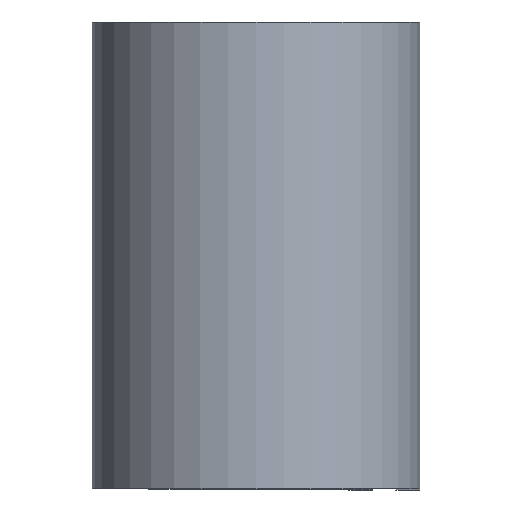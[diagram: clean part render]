
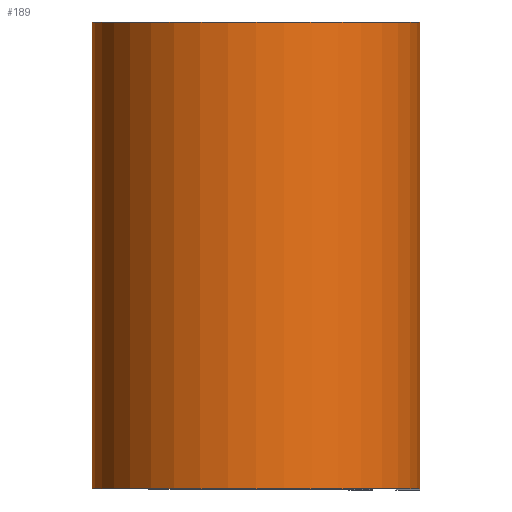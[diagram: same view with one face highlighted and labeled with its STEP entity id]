
A CAD part, top view. The second image highlights one B-rep face of the part: STEP entity #189.
In plain terms, the highlighted cylindrical face has radius 5.575 mm (diameter 11.151 mm), a partial arc.
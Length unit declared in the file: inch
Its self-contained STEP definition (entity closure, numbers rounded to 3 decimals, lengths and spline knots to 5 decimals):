
#29 = EDGE_CURVE ( 'NONE', #721, #588, #81, .T. ) ;
#67 = VECTOR ( 'NONE', #580, 39.37008 ) ;
#72 = FACE_OUTER_BOUND ( 'NONE', #706, .T. ) ;
#81 = LINE ( 'NONE', #589, #67 ) ;
#123 = AXIS2_PLACEMENT_3D ( 'NONE', #352, #569, #361 ) ;
#172 = CARTESIAN_POINT ( 'NONE',  ( 0.2195, 0.3125, 0. ) ) ;
#189 = ADVANCED_FACE ( 'NONE', ( #72 ), #546, .T. ) ;
#231 = AXIS2_PLACEMENT_3D ( 'NONE', #240, #249, #252 ) ;
#239 = ORIENTED_EDGE ( 'NONE', *, *, #609, .T. ) ;
#240 = CARTESIAN_POINT ( 'NONE',  ( 0., -0.3125, 0. ) ) ;
#249 = DIRECTION ( 'NONE',  ( 0., 1., 0. ) ) ;
#252 = DIRECTION ( 'NONE',  ( 1., 0., 0. ) ) ;
#294 = CARTESIAN_POINT ( 'NONE',  ( 0.2195, 0.3125, 0. ) ) ;
#333 = ORIENTED_EDGE ( 'NONE', *, *, #686, .F. ) ;
#342 = DIRECTION ( 'NONE',  ( 0., -1., 0. ) ) ;
#347 = ORIENTED_EDGE ( 'NONE', *, *, #29, .T. ) ;
#352 = CARTESIAN_POINT ( 'NONE',  ( 0., 0.3125, 0. ) ) ;
#359 = AXIS2_PLACEMENT_3D ( 'NONE', #664, #725, #387 ) ;
#361 = DIRECTION ( 'NONE',  ( 1., 0., 0. ) ) ;
#373 = CARTESIAN_POINT ( 'NONE',  ( 0.2195, -0.3125, 0. ) ) ;
#387 = DIRECTION ( 'NONE',  ( 0., 0., -1. ) ) ;
#422 = CIRCLE ( 'NONE', #231, 0.2195 ) ;
#429 = LINE ( 'NONE', #172, #432 ) ;
#432 = VECTOR ( 'NONE', #342, 39.37008 ) ;
#464 = CARTESIAN_POINT ( 'NONE',  ( 0., 0.3125, -0.2195 ) ) ;
#510 = CIRCLE ( 'NONE', #123, 0.2195 ) ;
#546 = CYLINDRICAL_SURFACE ( 'NONE', #359, 0.2195 ) ;
#558 = ORIENTED_EDGE ( 'NONE', *, *, #599, .F. ) ;
#559 = VERTEX_POINT ( 'NONE', #294 ) ;
#569 = DIRECTION ( 'NONE',  ( 0., 1., 0. ) ) ;
#580 = DIRECTION ( 'NONE',  ( 0., -1., 0. ) ) ;
#581 = VERTEX_POINT ( 'NONE', #373 ) ;
#588 = VERTEX_POINT ( 'NONE', #682 ) ;
#589 = CARTESIAN_POINT ( 'NONE',  ( 0., 0.3125, -0.2195 ) ) ;
#599 = EDGE_CURVE ( 'NONE', #559, #581, #429, .T. ) ;
#609 = EDGE_CURVE ( 'NONE', #588, #581, #422, .T. ) ;
#664 = CARTESIAN_POINT ( 'NONE',  ( 0., 0.3125, 0. ) ) ;
#682 = CARTESIAN_POINT ( 'NONE',  ( 0., -0.3125, -0.2195 ) ) ;
#686 = EDGE_CURVE ( 'NONE', #721, #559, #510, .T. ) ;
#706 = EDGE_LOOP ( 'NONE', ( #239, #558, #333, #347 ) ) ;
#721 = VERTEX_POINT ( 'NONE', #464 ) ;
#725 = DIRECTION ( 'NONE',  ( 0., -1., 0. ) ) ;
